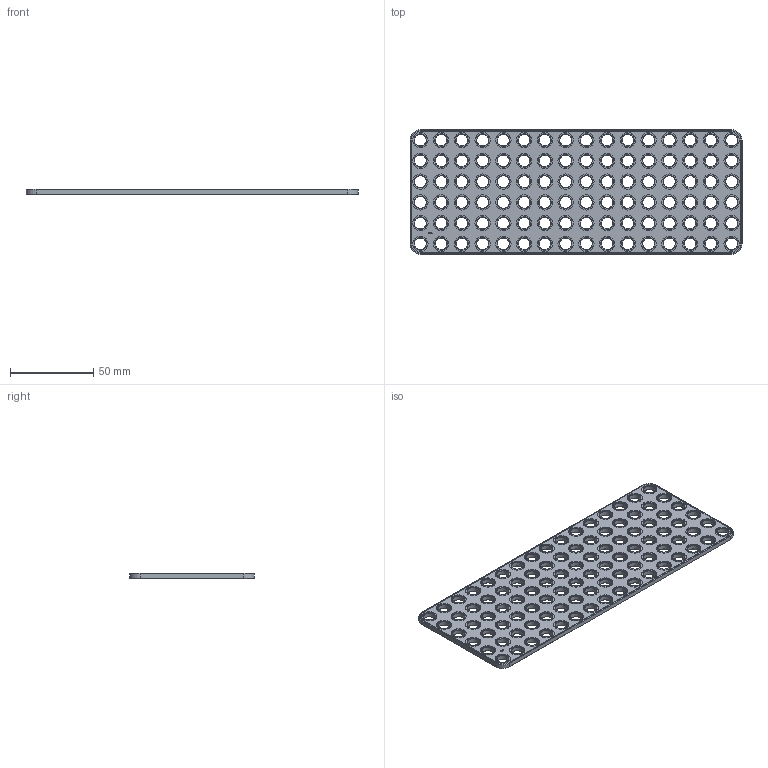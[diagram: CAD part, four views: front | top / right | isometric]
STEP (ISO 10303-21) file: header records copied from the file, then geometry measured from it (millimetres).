
FILE_DESCRIPTION(('FreeCAD Model'),'2;1');
FILE_NAME('Open CASCADE Shape Model','2024-10-08T19:10:21',(''),(''), 'Open CASCADE STEP processor 7.7','FreeCAD','Unknown');
FILE_SCHEMA(('AUTOMOTIVE_DESIGN { 1 0 10303 214 1 1 1 1 }'));
Length unit declared in the file: millimetre
Products named in the file (1): Plate RCT CRNR BU16x06x00.25 - SPN-PLT-0180 (stemfie.org)
Bounding box: 200 x 75 x 3.12 mm (x, y, z)
Volume: 33349.9 mm3; surface area: 30579.9 mm2
Topology: 1 solids, 1 shells, 968 faces, 2300 edges, 1464 vertices
Faces by surface type: plane 418, cylinder 200, cone 200, extrusion 150
Full cylindrical faces by diameter (mm): 7 x96, 9.2 x96
Entity records: 28685 total; most frequent: CARTESIAN_POINT 5972, ORIENTED_EDGE 4600, DIRECTION 4388, EDGE_CURVE 2300, VECTOR 1550, VERTEX_POINT 1464, AXIS2_PLACEMENT_3D 1419, LINE 1400
